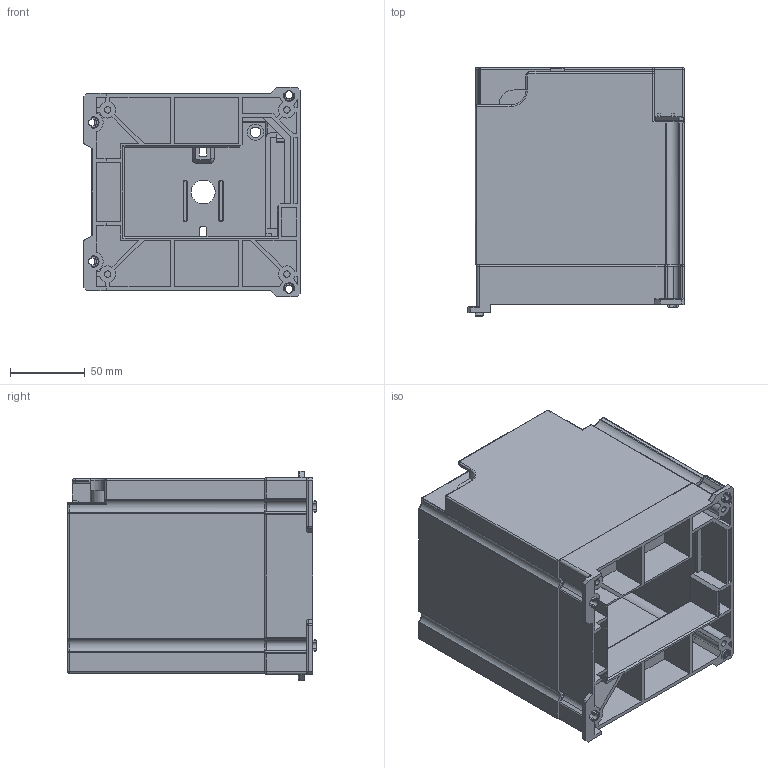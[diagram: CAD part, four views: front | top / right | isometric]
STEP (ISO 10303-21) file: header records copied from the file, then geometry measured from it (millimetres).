
FILE_DESCRIPTION(/* description */ (''),/* implementation_level */ '2;1');
FILE_NAME(/* name */ 'FILE_STP_CAD_DRAWING_3D_P5X192_prt.stp',/* time_stamp */ '2025-07-28T15:46:53+02:00',/* author */ (''),/* organization */ (''),/* preprocessor_version */ 'ST-DEVELOPER v20',/* originating_system */ 'SIEMENS PLM Software NX2406.8500',/* authorisation */ '');
FILE_SCHEMA (('AUTOMOTIVE_DESIGN { 1 0 10303 214 3 1 1 1 }'));
Length unit declared in the file: millimetre
Products named in the file (1): 3D_P5X192
Bounding box: 145 x 166.5 x 140 mm (x, y, z)
Surface area: 271133.9 mm2 (no closed solid volume)
Topology: 0 solids, 3 shells, 632 faces, 1654 edges, 1030 vertices
Faces by surface type: plane 328, cylinder 223, cone 25, sphere 24, torus 20, bspline 12
Entity records: 20168 total; most frequent: CARTESIAN_POINT 4585, ORIENTED_EDGE 3288, DIRECTION 3164, EDGE_CURVE 1644, LINE 1140, VECTOR 1140, VERTEX_POINT 1030, AXIS2_PLACEMENT_3D 1012
